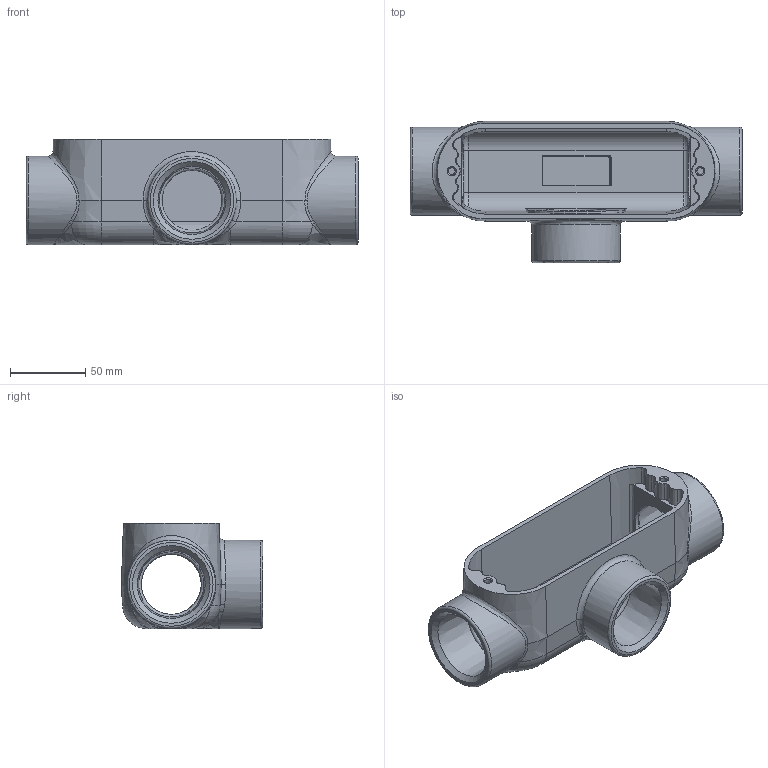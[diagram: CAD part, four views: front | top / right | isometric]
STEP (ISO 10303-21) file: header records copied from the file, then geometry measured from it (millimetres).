
FILE_DESCRIPTION(/* description */ (''),/* implementation_level */ '2;1');
FILE_NAME(/* name */ 'KIL_OT-5.stp',/* time_stamp */ '2019-12-24T12:19:40+06:00',/* author */ ('mashraf'),/* organization */ (''),/* preprocessor_version */ 'ST-DEVELOPER v16.13',/* originating_system */ 'Autodesk Inventor 2018',/* authorisation */ '');
FILE_SCHEMA (('AUTOMOTIVE_DESIGN { 1 0 10303 214 3 1 1 }'));
Length unit declared in the file: inch
Products named in the file (1): 17221-1
Bounding box: 220.52 x 93.89 x 69.85 mm (x, y, z)
Volume: 255448.8 mm3; surface area: 94232.8 mm2
Topology: 1 solids, 1 shells, 133 faces, 343 edges, 204 vertices
Faces by surface type: cone 39, bspline 35, plane 32, cylinder 16, torus 11
Full cylindrical faces by diameter (mm): 39.827 x3, 58.737 x3
Entity records: 8199 total; most frequent: CARTESIAN_POINT 5295, ORIENTED_EDGE 596, DIRECTION 572, EDGE_CURVE 298, AXIS2_PLACEMENT_3D 241, VERTEX_POINT 194, EDGE_LOOP 166, FACE_OUTER_BOUND 133
